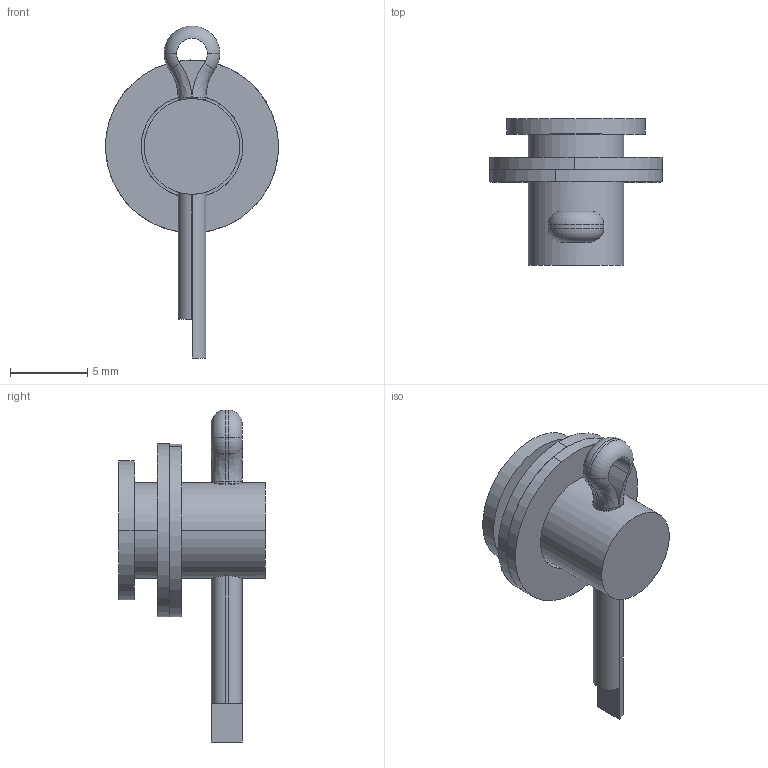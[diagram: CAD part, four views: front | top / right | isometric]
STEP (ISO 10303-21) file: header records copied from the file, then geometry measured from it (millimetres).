
FILE_DESCRIPTION (( 'STEP AP203' ), '1' );
FILE_NAME ('AC-25-YJ.STEP', '2017-04-28T08:07:38', ( '' ), ( '' ), 'SwSTEP 2.0', 'SolidWorks 2014', '' );
FILE_SCHEMA (( 'CONFIG_CONTROL_DESIGN' ));
Length unit declared in the file: millimetre
Products named in the file (4): AC-25-YJ_ピン; AC-25-YJ_割ピン; AC-25-YJ; AC-25-YJ_ワッシャー
Assembly tree (4 placements, depth 2):
  AC-25-YJ
    AC-25-YJ_ピン
    AC-25-YJ_割ピン
    AC-25-YJ_ワッシャー  x2
Bounding box: 11.2 x 9.5 x 21.5 mm (x, y, z)
Volume: 462.6 mm3; surface area: 908.9 mm2
Topology: 4 solids, 4 shells, 59 faces, 126 edges, 76 vertices
Faces by surface type: cylinder 28, plane 13, bspline 12, torus 6
Entity records: 2082 total; most frequent: CARTESIAN_POINT 510, DIRECTION 258, ORIENTED_EDGE 228, EDGE_CURVE 114, AXIS2_PLACEMENT_3D 112, VERTEX_POINT 68, CIRCLE 64, EDGE_LOOP 58
